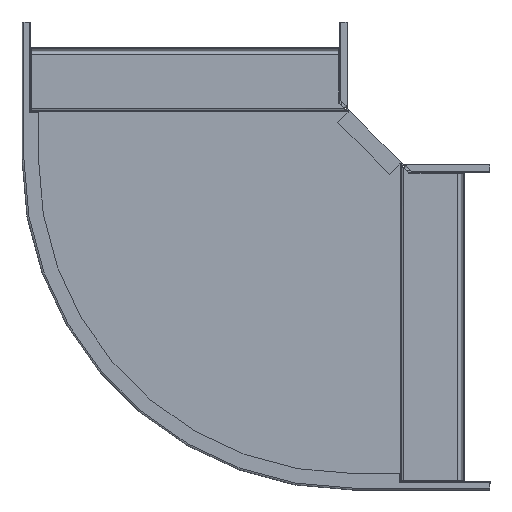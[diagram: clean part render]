
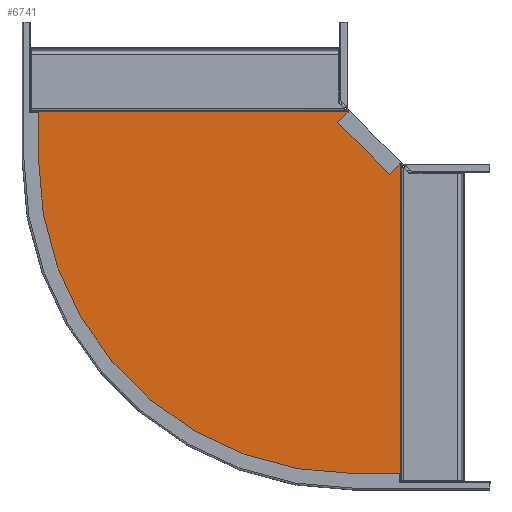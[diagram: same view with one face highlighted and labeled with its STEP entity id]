
A CAD part, front view. The second image highlights one B-rep face of the part: STEP entity #6741.
In plain terms, the highlighted planar face has unit normal (0, -1, 0).
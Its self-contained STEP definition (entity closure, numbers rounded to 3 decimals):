
#27 = VERTEX_POINT ( 'NONE', #8401 ) ;
#180 = LINE ( 'NONE', #7777, #5568 ) ;
#283 = VERTEX_POINT ( 'NONE', #4354 ) ;
#443 = DIRECTION ( 'NONE',  ( 0., 0., -1. ) ) ;
#697 = LINE ( 'NONE', #10575, #10079 ) ;
#718 = ORIENTED_EDGE ( 'NONE', *, *, #7262, .T. ) ;
#756 = VECTOR ( 'NONE', #1895, 1000. ) ;
#805 = CARTESIAN_POINT ( 'NONE',  ( 23.412, -0.75, -317.912 ) ) ;
#999 = VERTEX_POINT ( 'NONE', #7231 ) ;
#1082 = CARTESIAN_POINT ( 'NONE',  ( -311.412, -0.75, 75.912 ) ) ;
#1204 = VERTEX_POINT ( 'NONE', #9218 ) ;
#1406 = EDGE_CURVE ( 'NONE', #10401, #999, #3588, .T. ) ;
#1498 = CARTESIAN_POINT ( 'NONE',  ( -317.912, -0.75, -19.662 ) ) ;
#1841 = DIRECTION ( 'NONE',  ( 0., -1., 0. ) ) ;
#1851 = CIRCLE ( 'NONE', #3225, 298.25 ) ;
#1895 = DIRECTION ( 'NONE',  ( -1., 0., 0. ) ) ;
#1946 = VERTEX_POINT ( 'NONE', #805 ) ;
#1950 = LINE ( 'NONE', #1082, #3078 ) ;
#2052 = DIRECTION ( 'NONE',  ( 0., 0., 1. ) ) ;
#2238 = CARTESIAN_POINT ( 'NONE',  ( -19.662, -0.75, -317.912 ) ) ;
#2241 = ORIENTED_EDGE ( 'NONE', *, *, #4628, .T. ) ;
#2434 = DIRECTION ( 'NONE',  ( 0., 1., 0. ) ) ;
#2507 = CARTESIAN_POINT ( 'NONE',  ( 23.412, -0.75, -317.912 ) ) ;
#2661 = AXIS2_PLACEMENT_3D ( 'NONE', #5918, #1841, #9198 ) ;
#2764 = CARTESIAN_POINT ( 'NONE',  ( 75.912, -0.75, -311.412 ) ) ;
#3078 = VECTOR ( 'NONE', #443, 1000. ) ;
#3225 = AXIS2_PLACEMENT_3D ( 'NONE', #4085, #2434, #4853 ) ;
#3588 = LINE ( 'NONE', #5253, #7143 ) ;
#3675 = EDGE_CURVE ( 'NONE', #9707, #8913, #9400, .T. ) ;
#3800 = EDGE_CURVE ( 'NONE', #283, #10401, #7242, .T. ) ;
#3840 = VERTEX_POINT ( 'NONE', #5884 ) ;
#3920 = CARTESIAN_POINT ( 'NONE',  ( -12.021, -0.75, 12.021 ) ) ;
#4075 = VECTOR ( 'NONE', #5524, 1000. ) ;
#4085 = CARTESIAN_POINT ( 'NONE',  ( -19.662, -0.75, -19.662 ) ) ;
#4270 = LINE ( 'NONE', #2507, #5139 ) ;
#4354 = CARTESIAN_POINT ( 'NONE',  ( -24.071, -0.75, 24.071 ) ) ;
#4502 = DIRECTION ( 'NONE',  ( -1., 0., 0. ) ) ;
#4593 = EDGE_CURVE ( 'NONE', #1204, #9707, #1851, .T. ) ;
#4628 = EDGE_CURVE ( 'NONE', #5904, #8913, #697, .T. ) ;
#4756 = ORIENTED_EDGE ( 'NONE', *, *, #10606, .T. ) ;
#4853 = DIRECTION ( 'NONE',  ( 0., 0., -1. ) ) ;
#5123 = CARTESIAN_POINT ( 'NONE',  ( -311.412, -0.75, 23.412 ) ) ;
#5124 = PLANE ( 'NONE',  #2661 ) ;
#5139 = VECTOR ( 'NONE', #8291, 1000. ) ;
#5253 = CARTESIAN_POINT ( 'NONE',  ( 24.071, -0.75, -19.662 ) ) ;
#5524 = DIRECTION ( 'NONE',  ( 0.707, 0., -0.707 ) ) ;
#5568 = VECTOR ( 'NONE', #4502, 1000. ) ;
#5823 = ORIENTED_EDGE ( 'NONE', *, *, #3675, .F. ) ;
#5870 = EDGE_CURVE ( 'NONE', #27, #5904, #1950, .T. ) ;
#5884 = CARTESIAN_POINT ( 'NONE',  ( 23.412, -0.75, -311.412 ) ) ;
#5904 = VERTEX_POINT ( 'NONE', #5123 ) ;
#5918 = CARTESIAN_POINT ( 'NONE',  ( -19.662, -0.75, -19.662 ) ) ;
#6024 = EDGE_CURVE ( 'NONE', #3840, #1946, #4270, .T. ) ;
#6741 = ADVANCED_FACE ( 'NONE', ( #8555 ), #5124, .T. ) ;
#6796 = EDGE_CURVE ( 'NONE', #999, #3840, #8390, .T. ) ;
#7143 = VECTOR ( 'NONE', #9484, 1000. ) ;
#7231 = CARTESIAN_POINT ( 'NONE',  ( 24.071, -0.75, -311.412 ) ) ;
#7242 = LINE ( 'NONE', #3920, #4075 ) ;
#7262 = EDGE_CURVE ( 'NONE', #283, #27, #180, .T. ) ;
#7777 = CARTESIAN_POINT ( 'NONE',  ( -19.662, -0.75, 24.071 ) ) ;
#7859 = ORIENTED_EDGE ( 'NONE', *, *, #6024, .F. ) ;
#8031 = CARTESIAN_POINT ( 'NONE',  ( -317.912, -0.75, 23.412 ) ) ;
#8166 = DIRECTION ( 'NONE',  ( -1., 0., 0. ) ) ;
#8291 = DIRECTION ( 'NONE',  ( 0., 0., -1. ) ) ;
#8321 = ORIENTED_EDGE ( 'NONE', *, *, #4593, .F. ) ;
#8390 = LINE ( 'NONE', #2764, #756 ) ;
#8401 = CARTESIAN_POINT ( 'NONE',  ( -311.412, -0.75, 24.071 ) ) ;
#8489 = EDGE_LOOP ( 'NONE', ( #8766, #718, #10236, #2241, #5823, #8321, #4756, #7859, #8705, #8979 ) ) ;
#8555 = FACE_OUTER_BOUND ( 'NONE', #8489, .T. ) ;
#8696 = CARTESIAN_POINT ( 'NONE',  ( -317.912, -0.75, -19.662 ) ) ;
#8705 = ORIENTED_EDGE ( 'NONE', *, *, #6796, .F. ) ;
#8766 = ORIENTED_EDGE ( 'NONE', *, *, #3800, .F. ) ;
#8782 = DIRECTION ( 'NONE',  ( 1., 0., 0. ) ) ;
#8913 = VERTEX_POINT ( 'NONE', #8031 ) ;
#8979 = ORIENTED_EDGE ( 'NONE', *, *, #1406, .F. ) ;
#9198 = DIRECTION ( 'NONE',  ( 0., 0., -1. ) ) ;
#9218 = CARTESIAN_POINT ( 'NONE',  ( -19.662, -0.75, -317.912 ) ) ;
#9400 = LINE ( 'NONE', #8696, #9465 ) ;
#9465 = VECTOR ( 'NONE', #2052, 1000. ) ;
#9484 = DIRECTION ( 'NONE',  ( 0., 0., -1. ) ) ;
#9582 = LINE ( 'NONE', #2238, #10149 ) ;
#9707 = VERTEX_POINT ( 'NONE', #1498 ) ;
#10079 = VECTOR ( 'NONE', #8166, 1000. ) ;
#10149 = VECTOR ( 'NONE', #8782, 1000. ) ;
#10180 = CARTESIAN_POINT ( 'NONE',  ( 24.071, -0.75, -24.071 ) ) ;
#10236 = ORIENTED_EDGE ( 'NONE', *, *, #5870, .T. ) ;
#10401 = VERTEX_POINT ( 'NONE', #10180 ) ;
#10575 = CARTESIAN_POINT ( 'NONE',  ( -317.912, -0.75, 23.412 ) ) ;
#10606 = EDGE_CURVE ( 'NONE', #1204, #1946, #9582, .T. ) ;
